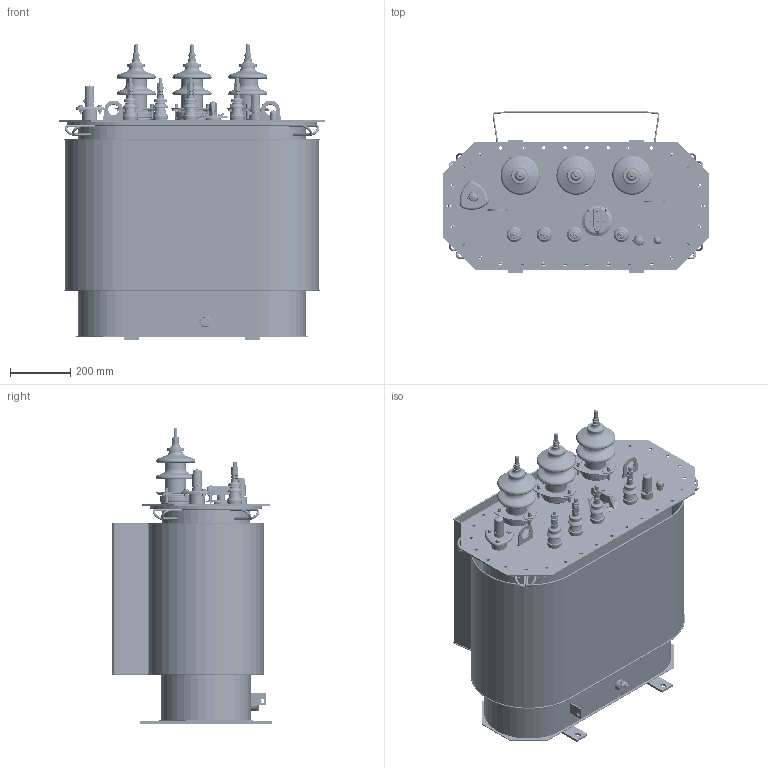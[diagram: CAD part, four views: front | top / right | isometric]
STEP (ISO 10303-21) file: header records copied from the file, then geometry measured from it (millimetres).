
FILE_DESCRIPTION(/* description */ (''),/* implementation_level */ '2;1');
FILE_NAME(/* name */ 'ВИЕЛ.672133012(тмгсу-40).stp',/* time_stamp */ '2019-10-17T14:55:59+03:00',/* author */ ('56691'),/* organization */ (''),/* preprocessor_version */ 'ST-DEVELOPER v15.2',/* originating_system */ 'Autodesk Inventor 2014',/* authorisation */ '');
FILE_SCHEMA (('AUTOMOTIVE_DESIGN { 1 0 10303 214 3 1 1 }'));
Products named in the file (1): ВИЕЛ.672133
Bounding box: 880 x 533.5 x 979.5 mm (x, y, z)
Volume: 3472089 mm3; surface area: 6333785.6 mm2
Topology: 74 solids, 85 shells, 6467 faces, 15577 edges, 9123 vertices
Faces by surface type: plane 2034, cylinder 1579, bspline 1468, torus 846, sphere 277, cone 263
Full cylindrical faces by diameter (mm): 1.6 x2, 1.827 x2, 2.5 x6, 3 x3, 3.1 x2, 4 x5, 4.134 x2, 4.2 x2, 4.42 x3, 4.917 x2, 4.95 x2, 5 x10, 5.94 x4, 6 x6, 6.2 x5, 6.4 x3, 6.5 x1, 7 x1, 7.1 x2, 7.5 x2, 7.92 x3, 8 x26, 8.4 x7, 8.5 x3, 8.746 x9, 9 x3, 9.5 x1, 9.6 x1, 10 x13, 10.5 x1
Entity records: 226439 total; most frequent: CARTESIAN_POINT 85700, ORIENTED_EDGE 28152, DIRECTION 25591, EDGE_CURVE 14037, AXIS2_PLACEMENT_3D 10268, VERTEX_POINT 8848, EDGE_LOOP 7950, ADVANCED_FACE 6467
